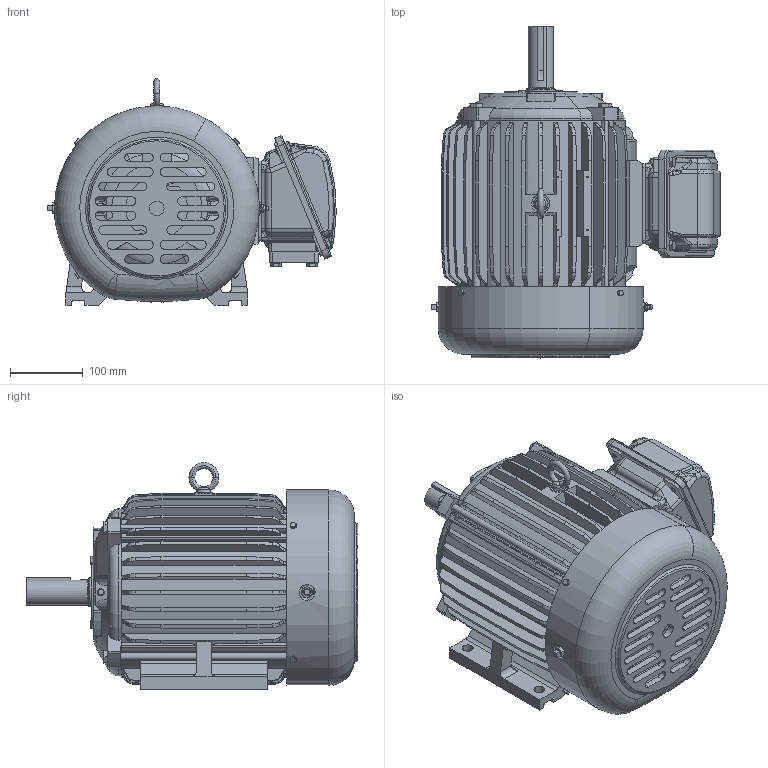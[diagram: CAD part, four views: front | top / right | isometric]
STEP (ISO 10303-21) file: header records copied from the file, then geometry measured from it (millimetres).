
FILE_DESCRIPTION(('CATIA V5 STEP Exchange'),'2;1');
FILE_NAME('AEHH8R#213T_AllCATPart.stp','2012-09-04T10:44:26+00:00',('none'),('none'),'CATIA Version 5 Release 19 SP 9 (IN-10)','CATIA V5 STEP AP203','none');
FILE_SCHEMA(('CONFIG_CONTROL_DESIGN'));
Length unit declared in the file: millimetre
Products named in the file (1): AEHH8R#213T_AllCATPart
Bounding box: 396.99 x 456.65 x 311.9 mm (x, y, z)
Volume: 5106120.4 mm3; surface area: 1534866.4 mm2
Topology: 35 solids, 35 shells, 2219 faces, 5891 edges, 3800 vertices
Faces by surface type: cylinder 746, plane 741, torus 336, cone 240, bspline 124, sphere 24, revolution 4, extrusion 4
Entity records: 76708 total; most frequent: CARTESIAN_POINT 28040, ORIENTED_EDGE 11706, DIRECTION 6997, EDGE_CURVE 5853, VERTEX_POINT 3800, AXIS2_PLACEMENT_3D 3481, EDGE_LOOP 2499, ADVANCED_FACE 2219
